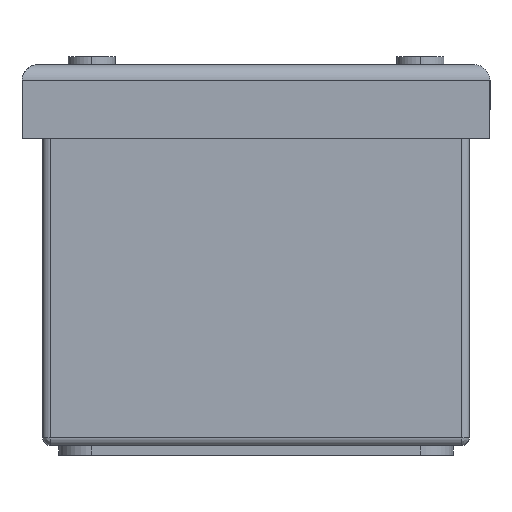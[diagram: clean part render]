
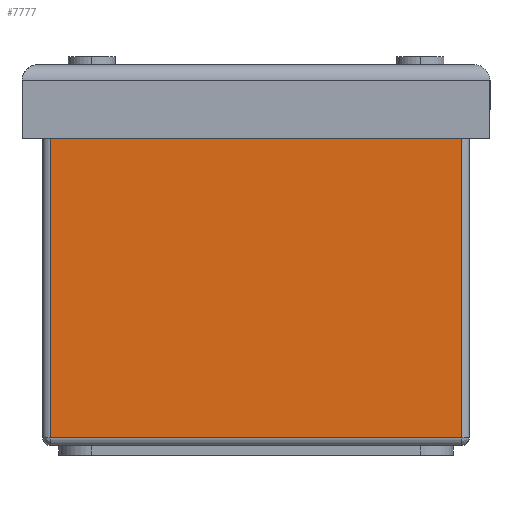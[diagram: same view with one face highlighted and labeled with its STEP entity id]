
A CAD part, left-side view. The second image highlights one B-rep face of the part: STEP entity #7777.
In plain terms, the highlighted planar face has unit normal (-1, 0, 0).
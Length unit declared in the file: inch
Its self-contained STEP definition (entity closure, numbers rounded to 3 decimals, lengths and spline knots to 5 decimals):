
#285 = VERTEX_POINT ( 'NONE', #4952 ) ;
#537 = CARTESIAN_POINT ( 'NONE',  ( 0., 3.19, 2.75 ) ) ;
#1018 = VECTOR ( 'NONE', #8177, 39.37008 ) ;
#1091 = DIRECTION ( 'NONE',  ( 1., 0., 0. ) ) ;
#1652 = EDGE_CURVE ( 'NONE', #13628, #285, #13477, .T. ) ;
#1910 = CARTESIAN_POINT ( 'NONE',  ( 0., 3.19, 0.06 ) ) ;
#2840 = LINE ( 'NONE', #537, #5631 ) ;
#2939 = DIRECTION ( 'NONE',  ( 0., -1., 0. ) ) ;
#3375 = VECTOR ( 'NONE', #9867, 39.37008 ) ;
#3442 = ORIENTED_EDGE ( 'NONE', *, *, #13799, .F. ) ;
#4347 = CARTESIAN_POINT ( 'NONE',  ( 0., 0.06, 2.75 ) ) ;
#4544 = PLANE ( 'NONE',  #12018 ) ;
#4952 = CARTESIAN_POINT ( 'NONE',  ( 0., 0.06, 0.06 ) ) ;
#5096 = CARTESIAN_POINT ( 'NONE',  ( 0., 3.25, 2.69 ) ) ;
#5131 = LINE ( 'NONE', #9268, #1018 ) ;
#5631 = VECTOR ( 'NONE', #8417, 39.37008 ) ;
#6057 = ORIENTED_EDGE ( 'NONE', *, *, #11802, .F. ) ;
#6691 = EDGE_CURVE ( 'NONE', #9789, #13628, #8440, .T. ) ;
#7023 = VERTEX_POINT ( 'NONE', #1910 ) ;
#7255 = EDGE_LOOP ( 'NONE', ( #9024, #10264, #3442, #6057 ) ) ;
#7360 = VECTOR ( 'NONE', #2939, 39.37008 ) ;
#7777 = ADVANCED_FACE ( 'NONE', ( #9992 ), #4544, .F. ) ;
#8177 = DIRECTION ( 'NONE',  ( 0., 1., 0. ) ) ;
#8417 = DIRECTION ( 'NONE',  ( 0., 0., 1. ) ) ;
#8440 = LINE ( 'NONE', #5096, #7360 ) ;
#8901 = CARTESIAN_POINT ( 'NONE',  ( 0., 3.19, 2.69 ) ) ;
#8961 = CARTESIAN_POINT ( 'NONE',  ( 0., 3.25, 2.75 ) ) ;
#9024 = ORIENTED_EDGE ( 'NONE', *, *, #1652, .F. ) ;
#9268 = CARTESIAN_POINT ( 'NONE',  ( 0., 3.25, 0.06 ) ) ;
#9789 = VERTEX_POINT ( 'NONE', #8901 ) ;
#9867 = DIRECTION ( 'NONE',  ( 0., 0., -1. ) ) ;
#9992 = FACE_OUTER_BOUND ( 'NONE', #7255, .T. ) ;
#10264 = ORIENTED_EDGE ( 'NONE', *, *, #6691, .F. ) ;
#11802 = EDGE_CURVE ( 'NONE', #285, #7023, #5131, .T. ) ;
#12018 = AXIS2_PLACEMENT_3D ( 'NONE', #8961, #1091, #13393 ) ;
#13393 = DIRECTION ( 'NONE',  ( 0., 0., -1. ) ) ;
#13477 = LINE ( 'NONE', #4347, #3375 ) ;
#13628 = VERTEX_POINT ( 'NONE', #14311 ) ;
#13799 = EDGE_CURVE ( 'NONE', #7023, #9789, #2840, .T. ) ;
#14311 = CARTESIAN_POINT ( 'NONE',  ( 0., 0.06, 2.69 ) ) ;
